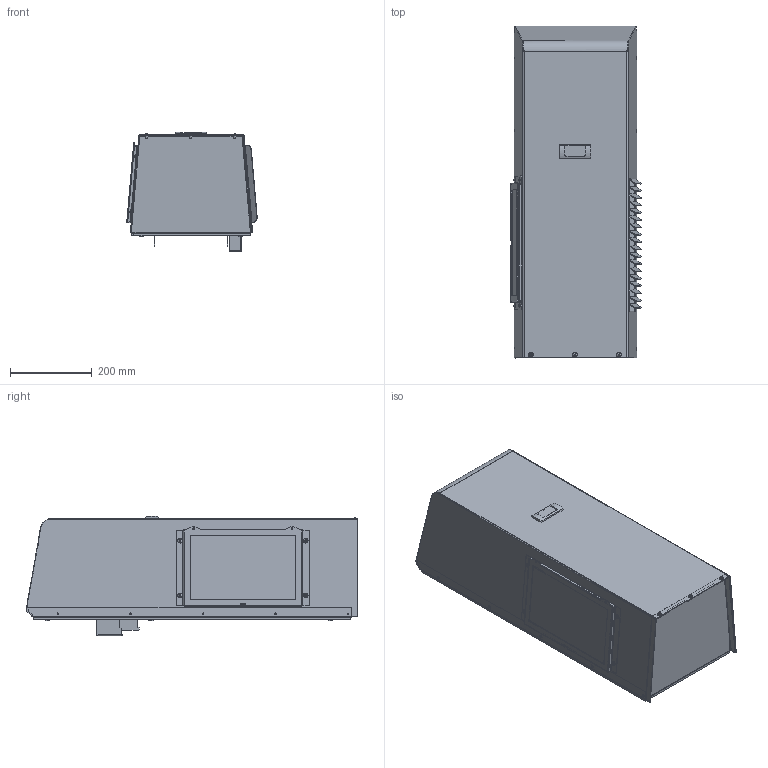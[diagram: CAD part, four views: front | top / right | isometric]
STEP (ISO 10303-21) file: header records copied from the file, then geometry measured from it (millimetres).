
FILE_DESCRIPTION (( 'STEP AP214' ), '1' );
FILE_NAME ('TA10-027-46-4X.STEP', '2023-03-10T11:19:16', ( '' ), ( '' ), 'SwSTEP 2.0', 'SolidWorks 2021', '' );
FILE_SCHEMA (( 'AUTOMOTIVE_DESIGN' ));
Length unit declared in the file: inch
Products named in the file (1): TA10-027-46-4X
Bounding box: 319.4 x 813.4 x 293.3 mm (x, y, z)
Volume: 2206104.7 mm3; surface area: 2061984.5 mm2
Topology: 1 solids, 5 shells, 1569 faces, 4291 edges, 2795 vertices
Faces by surface type: plane 956, cylinder 463, bspline 143, cone 7
Full cylindrical faces by diameter (mm): 2.205 x1, 4.039 x11, 4.826 x14, 5.182 x5, 6.299 x2, 23.012 x1, 154.178 x1
Entity records: 69249 total; most frequent: CARTESIAN_POINT 31172, ORIENTED_EDGE 8360, DIRECTION 6817, EDGE_CURVE 4180, VECTOR 2789, LINE 2789, VERTEX_POINT 2764, AXIS2_PLACEMENT_3D 2014
